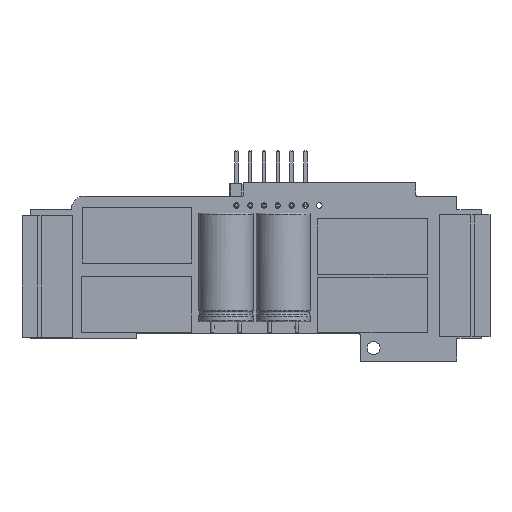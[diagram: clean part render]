
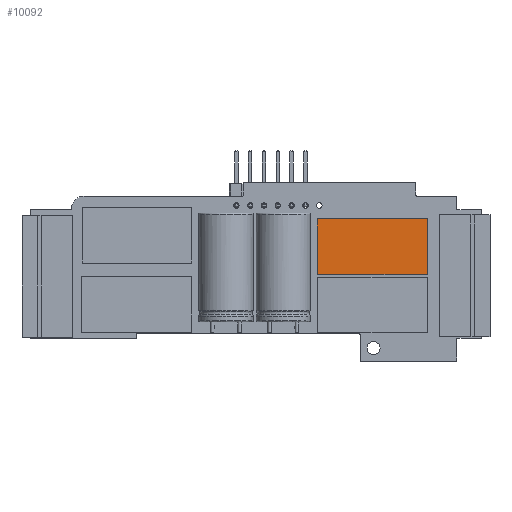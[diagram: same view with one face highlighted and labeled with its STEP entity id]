
A CAD part, top view. The second image highlights one B-rep face of the part: STEP entity #10092.
In plain terms, the highlighted planar face has unit normal (0, 0, 1).
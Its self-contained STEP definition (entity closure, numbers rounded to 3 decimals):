
#8264 = VERTEX_POINT('',#8265);
#8265 = CARTESIAN_POINT('',(-10.1,5.1,10.));
#8271 = EDGE_CURVE('',#8272,#8264,#8274,.T.);
#8272 = VERTEX_POINT('',#8273);
#8273 = CARTESIAN_POINT('',(10.1,5.1,10.));
#8274 = LINE('',#8275,#8276);
#8275 = CARTESIAN_POINT('',(-10.1,5.1,10.));
#8276 = VECTOR('',#8277,1.);
#8277 = DIRECTION('',(-1.,-0.,-0.));
#9987 = EDGE_CURVE('',#9988,#8272,#9990,.T.);
#9988 = VERTEX_POINT('',#9989);
#9989 = CARTESIAN_POINT('',(10.1,-5.1,10.));
#9990 = LINE('',#9991,#9992);
#9991 = CARTESIAN_POINT('',(10.1,5.1,10.));
#9992 = VECTOR('',#9993,1.);
#9993 = DIRECTION('',(0.,1.,-0.));
#10011 = VERTEX_POINT('',#10012);
#10012 = CARTESIAN_POINT('',(-10.1,-5.1,10.));
#10018 = EDGE_CURVE('',#8264,#10011,#10019,.T.);
#10019 = LINE('',#10020,#10021);
#10020 = CARTESIAN_POINT('',(-10.1,5.1,10.));
#10021 = VECTOR('',#10022,1.);
#10022 = DIRECTION('',(0.,-1.,0.));
#10081 = EDGE_CURVE('',#10011,#9988,#10082,.T.);
#10082 = LINE('',#10083,#10084);
#10083 = CARTESIAN_POINT('',(-10.1,-5.1,10.));
#10084 = VECTOR('',#10085,1.);
#10085 = DIRECTION('',(1.,0.,0.));
#10092 = ADVANCED_FACE('',(#10093),#10099,.T.);
#10093 = FACE_BOUND('',#10094,.T.);
#10094 = EDGE_LOOP('',(#10095,#10096,#10097,#10098));
#10095 = ORIENTED_EDGE('',*,*,#9987,.T.);
#10096 = ORIENTED_EDGE('',*,*,#8271,.T.);
#10097 = ORIENTED_EDGE('',*,*,#10018,.T.);
#10098 = ORIENTED_EDGE('',*,*,#10081,.T.);
#10099 = PLANE('',#10100);
#10100 = AXIS2_PLACEMENT_3D('',#10101,#10102,#10103);
#10101 = CARTESIAN_POINT('',(0.,0.,10.));
#10102 = DIRECTION('',(-0.,0.,1.));
#10103 = DIRECTION('',(1.,0.,0.));
